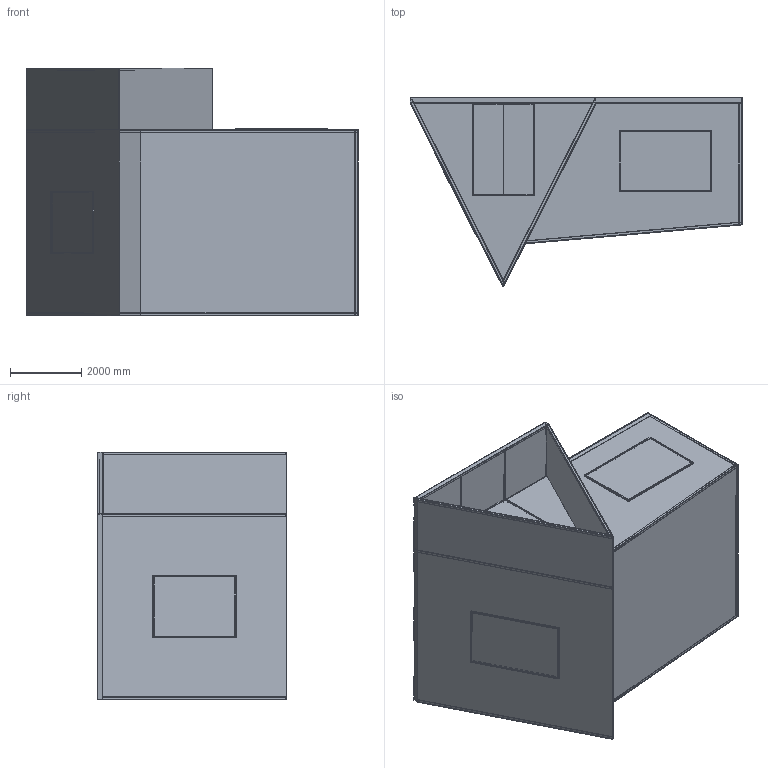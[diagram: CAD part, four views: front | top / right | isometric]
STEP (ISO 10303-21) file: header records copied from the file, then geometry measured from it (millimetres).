
FILE_DESCRIPTION(('FreeCAD Model'),'2;1');
FILE_NAME('Open CASCADE Shape Model','2025-04-27T11:38:40',('FreeCAD'),( 'FreeCAD'),'Open CASCADE STEP processor 7.6','FreeCAD','Unknown');
FILE_SCHEMA(('AUTOMOTIVE_DESIGN { 1 0 10303 214 1 1 1 1 }'));
Products named in the file (1): Open CASCADE STEP translator 7.6 1
Bounding box: 9307.83 x 5304.82 x 6948.06 mm (x, y, z)
Surface area: 597564408.7 mm2 (no closed solid volume)
Topology: 0 solids, 860 shells, 860 faces, 9240 edges, 9240 vertices
Faces by surface type: bspline 860
Entity records: 81828 total; most frequent: CARTESIAN_POINT 40289, ORIENTED_EDGE 9240, EDGE_CURVE 9240, VERTEX_POINT 9240, B_SPLINE_CURVE_WITH_KNOTS 8784, FACE_BOUND 934, EDGE_LOOP 934, SHELL_BASED_SURFACE_MODEL 860
